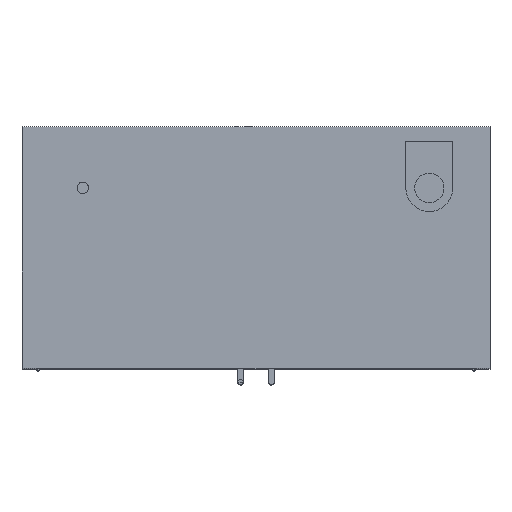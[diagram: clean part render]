
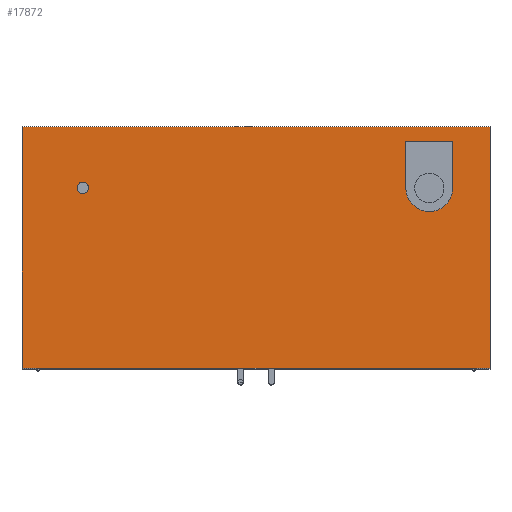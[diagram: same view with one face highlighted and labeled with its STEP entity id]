
A CAD part, top view. The second image highlights one B-rep face of the part: STEP entity #17872.
In plain terms, the highlighted planar face has unit normal (0, 0, 1).
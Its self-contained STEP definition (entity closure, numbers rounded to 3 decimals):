
#1378=LINE('',#24323,#3328);
#1450=LINE('',#24476,#3400);
#1457=LINE('',#24491,#3407);
#1496=LINE('',#24583,#3446);
#1507=LINE('',#24609,#3457);
#1515=LINE('',#24627,#3465);
#1516=LINE('',#24629,#3466);
#3328=VECTOR('',#20167,10.);
#3400=VECTOR('',#20295,10.);
#3407=VECTOR('',#20308,10.);
#3446=VECTOR('',#20403,10.);
#3457=VECTOR('',#20430,10.);
#3465=VECTOR('',#20454,10.);
#3466=VECTOR('',#20457,10.);
#5279=PLANE('',#19030);
#5964=FACE_BOUND('',#7310,.T.);
#5965=FACE_BOUND('',#7311,.T.);
#6300=FACE_OUTER_BOUND('',#7309,.T.);
#7309=EDGE_LOOP('',(#13264,#13265,#13266,#13267));
#7310=EDGE_LOOP('',(#13268));
#7311=EDGE_LOOP('',(#13269,#13270,#13271,#13272));
#8475=CIRCLE('',#18982,60.);
#8480=CIRCLE('',#19009,14.5);
#8753=VERTEX_POINT('',#24320);
#8754=VERTEX_POINT('',#24322);
#8806=VERTEX_POINT('',#24473);
#8807=VERTEX_POINT('',#24475);
#8809=VERTEX_POINT('',#24481);
#8812=VERTEX_POINT('',#24489);
#8837=VERTEX_POINT('',#24577);
#8843=VERTEX_POINT('',#24606);
#8844=VERTEX_POINT('',#24608);
#10429=EDGE_CURVE('',#8754,#8753,#1378,.T.);
#10507=EDGE_CURVE('',#8807,#8806,#1450,.T.);
#10511=EDGE_CURVE('',#8806,#8809,#8475,.T.);
#10515=EDGE_CURVE('',#8809,#8812,#1457,.T.);
#10556=EDGE_CURVE('',#8837,#8837,#8480,.T.);
#10559=EDGE_CURVE('',#8812,#8807,#1496,.T.);
#10570=EDGE_CURVE('',#8844,#8843,#1507,.T.);
#10578=EDGE_CURVE('',#8843,#8754,#1515,.T.);
#10579=EDGE_CURVE('',#8753,#8844,#1516,.T.);
#13264=ORIENTED_EDGE('',*,*,#10429,.T.);
#13265=ORIENTED_EDGE('',*,*,#10579,.T.);
#13266=ORIENTED_EDGE('',*,*,#10570,.T.);
#13267=ORIENTED_EDGE('',*,*,#10578,.T.);
#13268=ORIENTED_EDGE('',*,*,#10556,.T.);
#13269=ORIENTED_EDGE('',*,*,#10515,.T.);
#13270=ORIENTED_EDGE('',*,*,#10559,.T.);
#13271=ORIENTED_EDGE('',*,*,#10507,.T.);
#13272=ORIENTED_EDGE('',*,*,#10511,.T.);
#17872=ADVANCED_FACE('',(#6300,#5964,#5965),#5279,.T.);
#18982=AXIS2_PLACEMENT_3D('',#24483,#20301,#20302);
#19009=AXIS2_PLACEMENT_3D('',#24578,#20395,#20396);
#19030=AXIS2_PLACEMENT_3D('',#24631,#20460,#20461);
#20167=DIRECTION('',(1.,0.,0.));
#20295=DIRECTION('',(0.,-1.,0.));
#20301=DIRECTION('center_axis',(0.,0.,-1.));
#20302=DIRECTION('ref_axis',(-1.,0.,0.));
#20308=DIRECTION('',(0.,1.,0.));
#20395=DIRECTION('center_axis',(0.,0.,-1.));
#20396=DIRECTION('ref_axis',(-1.,0.,0.));
#20403=DIRECTION('',(1.,0.,0.));
#20430=DIRECTION('',(-1.,0.,0.));
#20454=DIRECTION('',(0.,-1.,0.));
#20457=DIRECTION('',(0.,1.,0.));
#20460=DIRECTION('center_axis',(0.,0.,1.));
#20461=DIRECTION('ref_axis',(1.,0.,0.));
#24320=CARTESIAN_POINT('',(596.88,-307.5,974.625));
#24322=CARTESIAN_POINT('',(-596.88,-307.5,974.625));
#24323=CARTESIAN_POINT('',(-596.88,-307.5,974.625));
#24473=CARTESIAN_POINT('',(502.,151.98,974.625));
#24475=CARTESIAN_POINT('',(502.,271.5,974.625));
#24476=CARTESIAN_POINT('',(502.,135.75,974.625));
#24481=CARTESIAN_POINT('',(382.,151.98,974.625));
#24483=CARTESIAN_POINT('Origin',(442.,151.98,974.625));
#24489=CARTESIAN_POINT('',(382.,271.5,974.625));
#24491=CARTESIAN_POINT('',(382.,75.99,974.625));
#24577=CARTESIAN_POINT('',(-427.5,151.98,974.625));
#24578=CARTESIAN_POINT('Origin',(-442.,151.98,974.625));
#24583=CARTESIAN_POINT('',(191.,271.5,974.625));
#24606=CARTESIAN_POINT('',(-596.88,307.5,974.625));
#24608=CARTESIAN_POINT('',(596.88,307.5,974.625));
#24609=CARTESIAN_POINT('',(596.88,307.5,974.625));
#24627=CARTESIAN_POINT('',(-596.88,307.5,974.625));
#24629=CARTESIAN_POINT('',(596.88,-307.5,974.625));
#24631=CARTESIAN_POINT('Origin',(0.,0.,
974.625));
